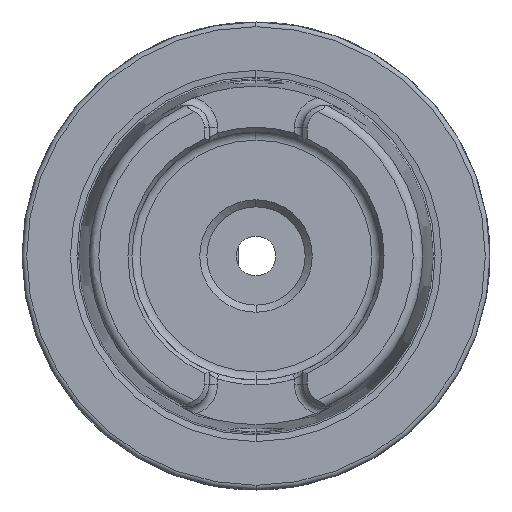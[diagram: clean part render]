
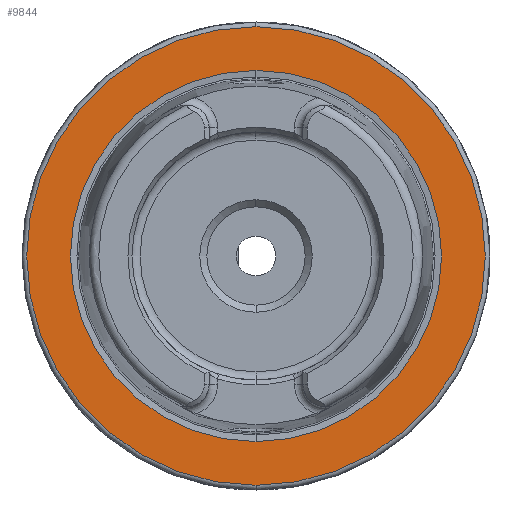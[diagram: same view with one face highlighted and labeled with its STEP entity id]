
A CAD part, left-side view. The second image highlights one B-rep face of the part: STEP entity #9844.
In plain terms, the highlighted planar face has unit normal (-1, 0, 0).
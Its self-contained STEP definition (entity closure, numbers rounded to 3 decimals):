
#532 = AXIS2_PLACEMENT_3D ( 'NONE', #2630, #9794, #3652 ) ;
#900 = DIRECTION ( 'NONE',  ( 1., 0., 0. ) ) ;
#1096 = FACE_BOUND ( 'NONE', #4012, .T. ) ;
#1114 = ORIENTED_EDGE ( 'NONE', *, *, #10338, .T. ) ;
#1409 = CIRCLE ( 'NONE', #2970, 49. ) ;
#1426 = CARTESIAN_POINT ( 'NONE',  ( 0., 0., 0. ) ) ;
#1454 = DIRECTION ( 'NONE',  ( 1., 0., 0. ) ) ;
#1935 = CARTESIAN_POINT ( 'NONE',  ( 0., 0., 39.647 ) ) ;
#2467 = DIRECTION ( 'NONE',  ( 0., 0., 1. ) ) ;
#2630 = CARTESIAN_POINT ( 'NONE',  ( 0., 0., 0. ) ) ;
#2970 = AXIS2_PLACEMENT_3D ( 'NONE', #7019, #900, #8054 ) ;
#3639 = EDGE_LOOP ( 'NONE', ( #6475, #8413 ) ) ;
#3652 = DIRECTION ( 'NONE',  ( 0., 0., 1. ) ) ;
#3803 = FACE_OUTER_BOUND ( 'NONE', #3639, .T. ) ;
#3835 = CIRCLE ( 'NONE', #12758, 49. ) ;
#3897 = EDGE_CURVE ( 'NONE', #4579, #4276, #3835, .T. ) ;
#3991 = DIRECTION ( 'NONE',  ( -1., 0., 0. ) ) ;
#4012 = EDGE_LOOP ( 'NONE', ( #10838, #1114 ) ) ;
#4276 = VERTEX_POINT ( 'NONE', #7496 ) ;
#4364 = EDGE_CURVE ( 'NONE', #7049, #9843, #5308, .T. ) ;
#4579 = VERTEX_POINT ( 'NONE', #10092 ) ;
#5014 = AXIS2_PLACEMENT_3D ( 'NONE', #13156, #3991, #11147 ) ;
#5308 = CIRCLE ( 'NONE', #532, 39.647 ) ;
#5573 = CIRCLE ( 'NONE', #7503, 39.647 ) ;
#6475 = ORIENTED_EDGE ( 'NONE', *, *, #3897, .F. ) ;
#7019 = CARTESIAN_POINT ( 'NONE',  ( 0., 0., 0. ) ) ;
#7049 = VERTEX_POINT ( 'NONE', #9301 ) ;
#7496 = CARTESIAN_POINT ( 'NONE',  ( 0., 0., -49. ) ) ;
#7503 = AXIS2_PLACEMENT_3D ( 'NONE', #7580, #1454, #8610 ) ;
#7580 = CARTESIAN_POINT ( 'NONE',  ( 0., 0., 0. ) ) ;
#8054 = DIRECTION ( 'NONE',  ( 0., 0., 1. ) ) ;
#8413 = ORIENTED_EDGE ( 'NONE', *, *, #9835, .F. ) ;
#8587 = DIRECTION ( 'NONE',  ( 1., 0., 0. ) ) ;
#8610 = DIRECTION ( 'NONE',  ( 0., 0., 1. ) ) ;
#9301 = CARTESIAN_POINT ( 'NONE',  ( 0., 0., -39.647 ) ) ;
#9794 = DIRECTION ( 'NONE',  ( 1., 0., 0. ) ) ;
#9835 = EDGE_CURVE ( 'NONE', #4276, #4579, #1409, .T. ) ;
#9843 = VERTEX_POINT ( 'NONE', #1935 ) ;
#9844 = ADVANCED_FACE ( 'NONE', ( #1096, #3803 ), #10132, .T. ) ;
#10092 = CARTESIAN_POINT ( 'NONE',  ( 0., 0., 49. ) ) ;
#10132 = PLANE ( 'NONE',  #5014 ) ;
#10338 = EDGE_CURVE ( 'NONE', #9843, #7049, #5573, .T. ) ;
#10838 = ORIENTED_EDGE ( 'NONE', *, *, #4364, .T. ) ;
#11147 = DIRECTION ( 'NONE',  ( 0., 0., -1. ) ) ;
#12758 = AXIS2_PLACEMENT_3D ( 'NONE', #1426, #8587, #2467 ) ;
#13156 = CARTESIAN_POINT ( 'NONE',  ( 0., -39.647, 0. ) ) ;
